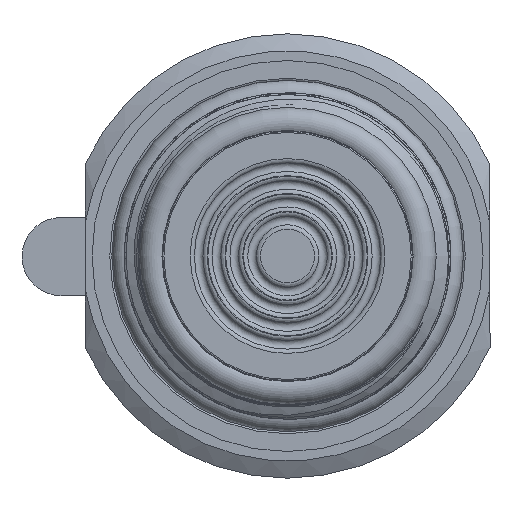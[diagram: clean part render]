
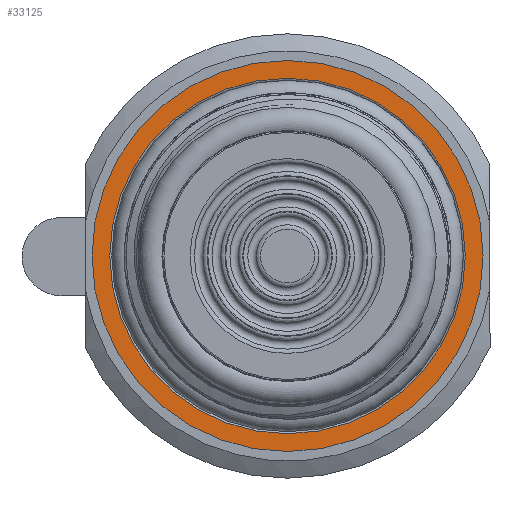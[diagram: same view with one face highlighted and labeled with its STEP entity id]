
A CAD part, left-side view. The second image highlights one B-rep face of the part: STEP entity #33125.
In plain terms, the highlighted planar face has unit normal (-1, 0, 0).
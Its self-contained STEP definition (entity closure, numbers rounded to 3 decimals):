
#824=FACE_BOUND('',#5527,.T.);
#1854=PLANE('',#35449);
#3605=FACE_OUTER_BOUND('',#5526,.T.);
#5526=EDGE_LOOP('',(#31005));
#5527=EDGE_LOOP('',(#31006));
#6305=CIRCLE('',#35447,18.);
#6307=CIRCLE('',#35450,19.8);
#16543=VERTEX_POINT('',#91760);
#16544=VERTEX_POINT('',#91764);
#21369=EDGE_CURVE('',#16543,#16543,#6305,.T.);
#21371=EDGE_CURVE('',#16544,#16544,#6307,.T.);
#31005=ORIENTED_EDGE('',*,*,#21371,.F.);
#31006=ORIENTED_EDGE('',*,*,#21369,.T.);
#33125=ADVANCED_FACE('',(#3605,#824),#1854,.T.);
#35447=AXIS2_PLACEMENT_3D('',#91761,#42973,#42974);
#35449=AXIS2_PLACEMENT_3D('',#91763,#42977,#42978);
#35450=AXIS2_PLACEMENT_3D('',#91765,#42979,#42980);
#42973=DIRECTION('center_axis',(1.,0.,0.));
#42974=DIRECTION('ref_axis',(0.,0.,-1.));
#42977=DIRECTION('center_axis',(-1.,0.,0.));
#42978=DIRECTION('ref_axis',(0.,0.,1.));
#42979=DIRECTION('center_axis',(1.,0.,0.));
#42980=DIRECTION('ref_axis',(0.,0.,-1.));
#91760=CARTESIAN_POINT('',(25.,0.,18.));
#91761=CARTESIAN_POINT('Origin',(25.,0.,0.));
#91763=CARTESIAN_POINT('Origin',(25.,19.8,0.));
#91764=CARTESIAN_POINT('',(25.,-19.8,0.));
#91765=CARTESIAN_POINT('Origin',(25.,0.,0.));
